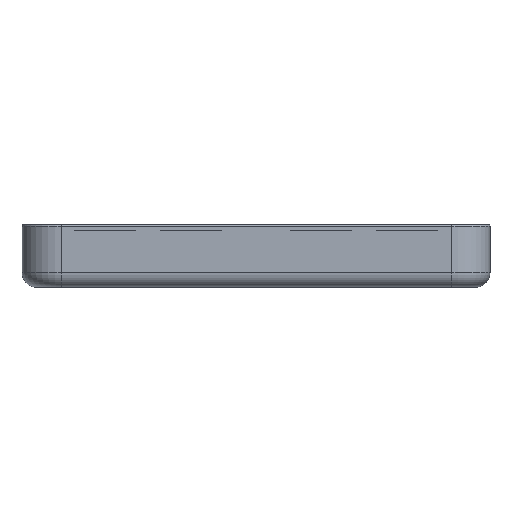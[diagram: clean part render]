
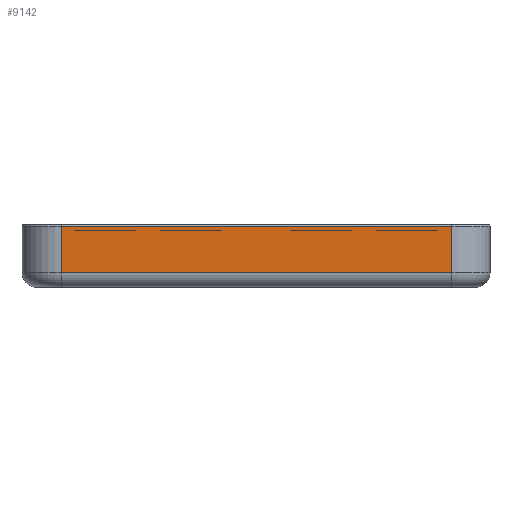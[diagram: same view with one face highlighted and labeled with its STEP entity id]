
A CAD part, front view. The second image highlights one B-rep face of the part: STEP entity #9142.
In plain terms, the highlighted planar face has unit normal (0, -1, 0).
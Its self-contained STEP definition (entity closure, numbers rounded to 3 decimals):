
#402=PLANE('',#9906);
#1194=LINE('',#18794,#1998);
#1199=LINE('',#18815,#2003);
#1200=LINE('',#18819,#2004);
#1201=LINE('',#18820,#2005);
#1998=VECTOR('',#12187,10.);
#2003=VECTOR('',#12214,10.);
#2004=VECTOR('',#12219,10.);
#2005=VECTOR('',#12220,10.);
#2804=FACE_OUTER_BOUND('',#3342,.T.);
#3342=EDGE_LOOP('',(#8504,#8505,#8506,#8507));
#4544=VERTEX_POINT('',#18788);
#4545=VERTEX_POINT('',#18792);
#4550=VERTEX_POINT('',#18814);
#4551=VERTEX_POINT('',#18818);
#5871=EDGE_CURVE('',#4545,#4544,#1194,.T.);
#5881=EDGE_CURVE('',#4544,#4550,#1199,.T.);
#5883=EDGE_CURVE('',#4545,#4551,#1200,.T.);
#5884=EDGE_CURVE('',#4550,#4551,#1201,.T.);
#8504=ORIENTED_EDGE('',*,*,#5871,.F.);
#8505=ORIENTED_EDGE('',*,*,#5883,.T.);
#8506=ORIENTED_EDGE('',*,*,#5884,.F.);
#8507=ORIENTED_EDGE('',*,*,#5881,.F.);
#9142=ADVANCED_FACE('',(#2804),#402,.T.);
#9906=AXIS2_PLACEMENT_3D('',#18817,#12217,#12218);
#12187=DIRECTION('',(1.,0.,0.));
#12214=DIRECTION('',(0.,0.,-1.));
#12217=DIRECTION('center_axis',(0.,-1.,0.));
#12218=DIRECTION('ref_axis',(-1.,0.,0.));
#12219=DIRECTION('',(0.,0.,-1.));
#12220=DIRECTION('',(-1.,0.,0.));
#18788=CARTESIAN_POINT('',(102.399,-63.8,0.6));
#18792=CARTESIAN_POINT('',(-29.011,-63.8,0.6));
#18794=CARTESIAN_POINT('',(69.45,-63.8,0.6));
#18814=CARTESIAN_POINT('',(102.399,-63.8,-15.));
#18815=CARTESIAN_POINT('',(102.399,-63.8,0.));
#18817=CARTESIAN_POINT('Origin',(102.399,-63.8,0.));
#18818=CARTESIAN_POINT('',(-29.011,-63.8,-15.));
#18819=CARTESIAN_POINT('',(-29.011,-63.8,0.));
#18820=CARTESIAN_POINT('',(69.45,-63.8,-15.));
